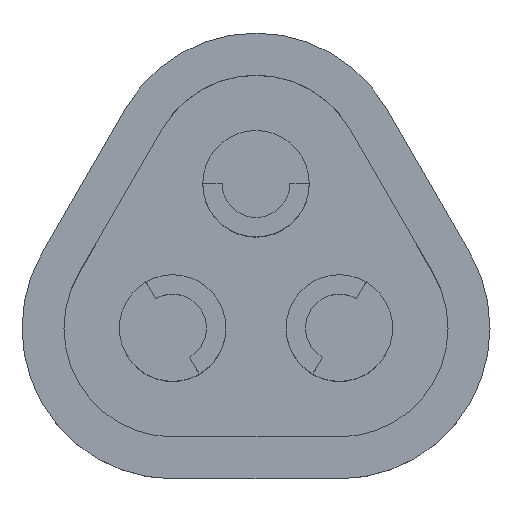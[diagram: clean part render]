
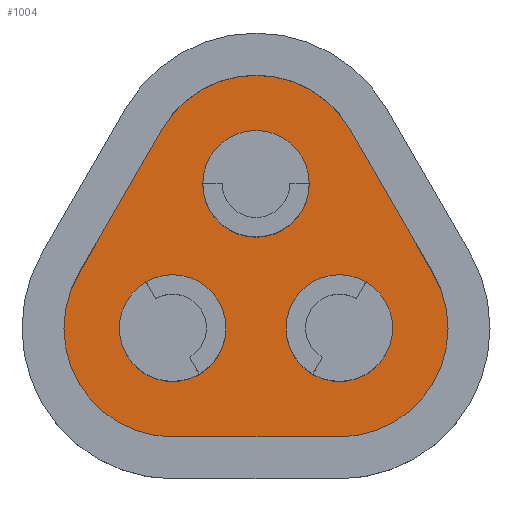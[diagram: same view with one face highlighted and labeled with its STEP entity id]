
A CAD part, top view. The second image highlights one B-rep face of the part: STEP entity #1004.
In plain terms, the highlighted planar face has unit normal (0, 0, 1).
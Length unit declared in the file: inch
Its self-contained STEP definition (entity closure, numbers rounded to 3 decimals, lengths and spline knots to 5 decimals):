
#20=FACE_BOUND('',#371,.T.);
#21=FACE_BOUND('',#372,.T.);
#22=FACE_BOUND('',#373,.T.);
#51=PLANE('',#1124);
#98=LINE('',#1579,#188);
#135=LINE('',#1696,#225);
#139=LINE('',#1710,#229);
#188=VECTOR('',#1274,0.3937);
#225=VECTOR('',#1393,0.3937);
#229=VECTOR('',#1411,0.3937);
#307=FACE_OUTER_BOUND('',#370,.T.);
#370=EDGE_LOOP('',(#906,#907,#908,#909,#910,#911));
#371=EDGE_LOOP('',(#912));
#372=EDGE_LOOP('',(#913));
#373=EDGE_LOOP('',(#914));
#411=CIRCLE('',#1089,0.0495);
#421=CIRCLE('',#1109,0.0495);
#422=CIRCLE('',#1112,0.101);
#424=CIRCLE('',#1116,0.101);
#426=CIRCLE('',#1119,0.101);
#429=CIRCLE('',#1125,0.0495);
#477=VERTEX_POINT('',#1577);
#478=VERTEX_POINT('',#1578);
#494=VERTEX_POINT('',#1626);
#512=VERTEX_POINT('',#1681);
#513=VERTEX_POINT('',#1686);
#514=VERTEX_POINT('',#1687);
#517=VERTEX_POINT('',#1695);
#519=VERTEX_POINT('',#1704);
#523=VERTEX_POINT('',#1719);
#590=EDGE_CURVE('',#477,#478,#98,.T.);
#615=EDGE_CURVE('',#494,#494,#411,.T.);
#642=EDGE_CURVE('',#512,#512,#421,.T.);
#643=EDGE_CURVE('',#513,#514,#422,.T.);
#647=EDGE_CURVE('',#517,#513,#135,.T.);
#650=EDGE_CURVE('',#478,#517,#424,.T.);
#652=EDGE_CURVE('',#519,#477,#426,.T.);
#655=EDGE_CURVE('',#514,#519,#139,.T.);
#660=EDGE_CURVE('',#523,#523,#429,.T.);
#906=ORIENTED_EDGE('',*,*,#590,.T.);
#907=ORIENTED_EDGE('',*,*,#650,.T.);
#908=ORIENTED_EDGE('',*,*,#647,.T.);
#909=ORIENTED_EDGE('',*,*,#643,.T.);
#910=ORIENTED_EDGE('',*,*,#655,.T.);
#911=ORIENTED_EDGE('',*,*,#652,.T.);
#912=ORIENTED_EDGE('',*,*,#615,.F.);
#913=ORIENTED_EDGE('',*,*,#642,.F.);
#914=ORIENTED_EDGE('',*,*,#660,.F.);
#1004=ADVANCED_FACE('',(#307,#20,#21,#22),#51,.T.);
#1089=AXIS2_PLACEMENT_3D('',#1628,#1322,#1323);
#1109=AXIS2_PLACEMENT_3D('',#1683,#1379,#1380);
#1112=AXIS2_PLACEMENT_3D('',#1688,#1385,#1386);
#1116=AXIS2_PLACEMENT_3D('',#1701,#1398,#1399);
#1119=AXIS2_PLACEMENT_3D('',#1705,#1404,#1405);
#1124=AXIS2_PLACEMENT_3D('',#1718,#1419,#1420);
#1125=AXIS2_PLACEMENT_3D('',#1720,#1421,#1422);
#1274=DIRECTION('',(1.,0.,0.));
#1322=DIRECTION('center_axis',(0.,0.,1.));
#1323=DIRECTION('ref_axis',(1.,0.,0.));
#1379=DIRECTION('center_axis',(0.,0.,1.));
#1380=DIRECTION('ref_axis',(1.,0.,0.));
#1385=DIRECTION('center_axis',(0.,0.,1.));
#1386=DIRECTION('ref_axis',(0.866,0.5,0.));
#1393=DIRECTION('',(-0.5,0.866,0.));
#1398=DIRECTION('center_axis',(0.,0.,1.));
#1399=DIRECTION('ref_axis',(0.,-1.,0.));
#1404=DIRECTION('center_axis',(0.,0.,1.));
#1405=DIRECTION('ref_axis',(-0.866,0.5,0.));
#1411=DIRECTION('',(-0.5,-0.866,0.));
#1419=DIRECTION('center_axis',(0.,0.,1.));
#1420=DIRECTION('ref_axis',(1.,0.,0.));
#1421=DIRECTION('center_axis',(0.,0.,1.));
#1422=DIRECTION('ref_axis',(1.,0.,0.));
#1577=CARTESIAN_POINT('',(-0.0775,-0.14574,0.));
#1578=CARTESIAN_POINT('',(0.0775,-0.14574,0.));
#1579=CARTESIAN_POINT('',(-0.03875,-0.14574,0.));
#1626=CARTESIAN_POINT('',(0.028,-0.04474,0.));
#1628=CARTESIAN_POINT('Origin',(0.0775,-0.04474,
0.));
#1681=CARTESIAN_POINT('',(-0.0495,0.08949,0.));
#1683=CARTESIAN_POINT('Origin',(0.,0.08949,
0.));
#1686=CARTESIAN_POINT('',(0.08747,0.13999,0.));
#1687=CARTESIAN_POINT('',(-0.08747,0.13999,0.));
#1688=CARTESIAN_POINT('Origin',(0.,0.08949,
0.));
#1695=CARTESIAN_POINT('',(0.16497,0.00576,0.));
#1696=CARTESIAN_POINT('',(0.14075,0.0477,0.));
#1701=CARTESIAN_POINT('Origin',(0.0775,-0.04474,0.));
#1704=CARTESIAN_POINT('',(-0.16497,0.00576,0.));
#1705=CARTESIAN_POINT('Origin',(-0.0775,-0.04474,
0.));
#1710=CARTESIAN_POINT('',(-0.102,0.11482,0.));
#1718=CARTESIAN_POINT('Origin',(0.,0.02237,
0.));
#1719=CARTESIAN_POINT('',(-0.127,-0.04474,0.));
#1720=CARTESIAN_POINT('Origin',(-0.0775,-0.04474,
0.));
